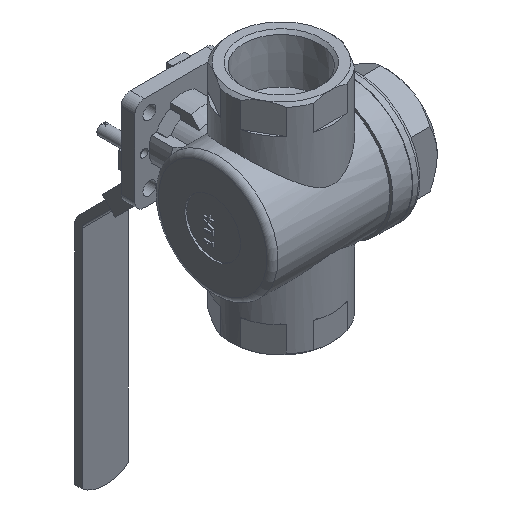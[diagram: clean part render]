
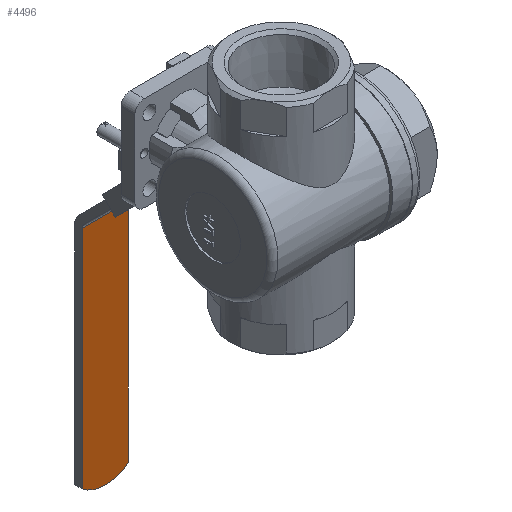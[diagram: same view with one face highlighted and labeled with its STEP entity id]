
A CAD part, isometric view. The second image highlights one B-rep face of the part: STEP entity #4496.
In plain terms, the highlighted planar face has unit normal (0, -1, 0).
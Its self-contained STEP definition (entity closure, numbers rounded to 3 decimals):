
#316=CIRCLE('',#4934,20.);
#1358=ORIENTED_EDGE('',*,*,#2087,.T.);
#1359=ORIENTED_EDGE('',*,*,#2142,.T.);
#1360=ORIENTED_EDGE('',*,*,#2143,.T.);
#1361=ORIENTED_EDGE('',*,*,#2144,.T.);
#2087=EDGE_CURVE('',#2568,#2567,#2960,.T.);
#2142=EDGE_CURVE('',#2567,#2609,#316,.F.);
#2143=EDGE_CURVE('',#2609,#2610,#3005,.T.);
#2144=EDGE_CURVE('',#2610,#2568,#3006,.T.);
#2567=VERTEX_POINT('',#7595);
#2568=VERTEX_POINT('',#7597);
#2609=VERTEX_POINT('',#7701);
#2610=VERTEX_POINT('',#7703);
#2960=LINE('',#7596,#3379);
#3005=LINE('',#7702,#3424);
#3006=LINE('',#7704,#3425);
#3379=VECTOR('',#5947,1000.);
#3424=VECTOR('',#6030,1000.);
#3425=VECTOR('',#6031,1000.);
#3747=EDGE_LOOP('',(#1358,#1359,#1360,#1361));
#4064=FACE_BOUND('',#3747,.T.);
#4261=PLANE('',#4933);
#4496=ADVANCED_FACE('',(#4064),#4261,.F.);
#4933=AXIS2_PLACEMENT_3D('',#7699,#6026,#6027);
#4934=AXIS2_PLACEMENT_3D('',#7700,#6028,#6029);
#5947=DIRECTION('',(0.,0.,-1.));
#6026=DIRECTION('',(0.,1.,0.));
#6027=DIRECTION('',(0.,0.,1.));
#6028=DIRECTION('',(0.,1.,0.));
#6029=DIRECTION('',(0.,0.,1.));
#6030=DIRECTION('',(0.,0.,1.));
#6031=DIRECTION('',(-1.,0.,0.));
#7595=CARTESIAN_POINT('',(-12.5,34.,-181.612));
#7596=CARTESIAN_POINT('',(-12.5,34.,-58.528));
#7597=CARTESIAN_POINT('',(-12.5,34.,-59.771));
#7699=CARTESIAN_POINT('',(47.9,34.,-58.528));
#7700=CARTESIAN_POINT('',(0.,34.,-166.));
#7701=CARTESIAN_POINT('',(12.5,34.,-181.612));
#7702=CARTESIAN_POINT('',(12.5,34.,-58.528));
#7703=CARTESIAN_POINT('',(12.5,34.,-59.771));
#7704=CARTESIAN_POINT('',(15.5,34.,-59.771));
